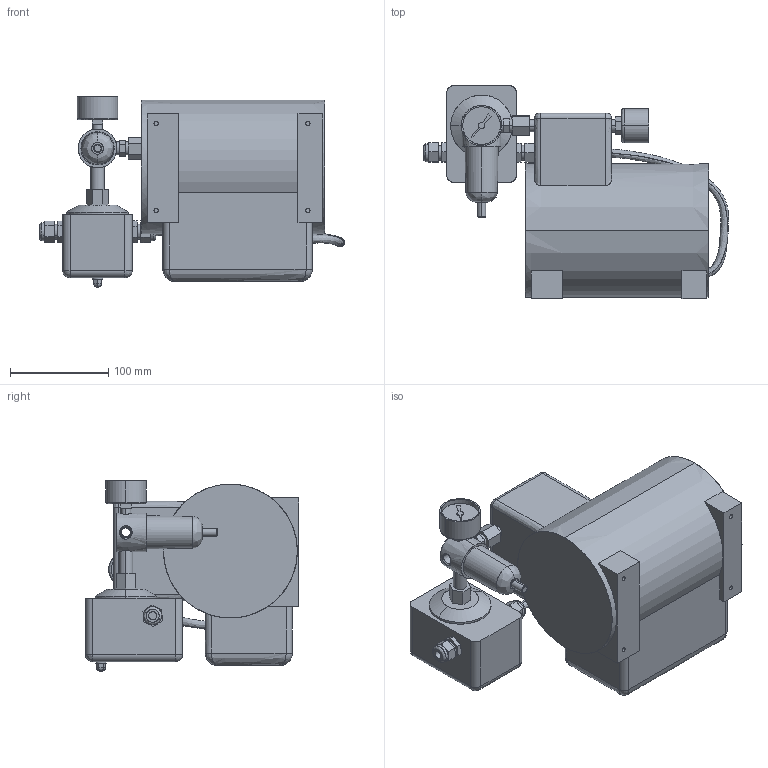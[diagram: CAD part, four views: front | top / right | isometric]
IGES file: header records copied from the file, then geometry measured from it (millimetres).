
Start section: SolidWorks IGES file using analytic representation for surfaces
Global section: file name: 091-9HP.IGS; native system: SolidWorks 2009; preprocessor: SolidWorks 2009; author: tom; date: 100413.155410; units: inch
Bounding box: 311.29 x 217.42 x 194.18 mm (x, y, z)
Surface area: 259063.4 mm2 (no closed solid volume)
Topology: 0 solids, 0 shells, 302 faces, 4903 edges, 4896 vertices
Faces by surface type: bspline 172, revolution 130
